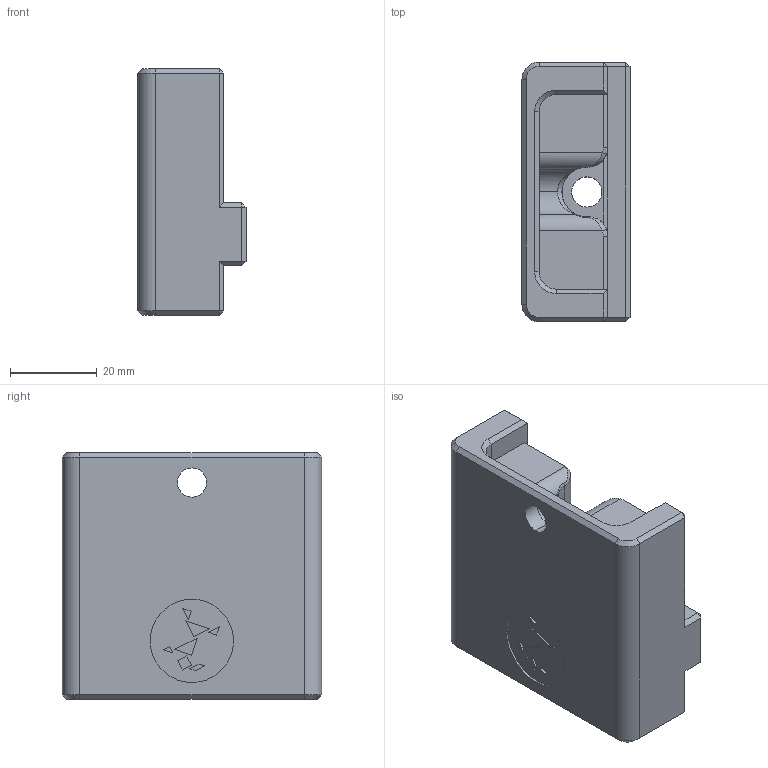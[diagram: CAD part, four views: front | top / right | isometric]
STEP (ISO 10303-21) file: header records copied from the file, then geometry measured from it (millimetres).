
FILE_DESCRIPTION (( 'STEP AP214' ), '1' );
FILE_NAME ('Panda_Universal_Camera_Mount.STEP', '2019-07-17T15:48:06', ( '' ), ( '' ), 'SwSTEP 2.0', 'SolidWorks 2014', '' );
FILE_SCHEMA (( 'AUTOMOTIVE_DESIGN' ));
Length unit declared in the file: millimetre
Products named in the file (1): Panda_Universal_Camera_Mount
Bounding box: 25 x 60 x 57 mm (x, y, z)
Volume: 60838.3 mm3; surface area: 12701.2 mm2
Topology: 1 solids, 1 shells, 117 faces, 269 edges, 162 vertices
Faces by surface type: plane 84, cylinder 18, cone 10, bspline 5
Entity records: 4368 total; most frequent: CARTESIAN_POINT 1714, ORIENTED_EDGE 538, DIRECTION 516, EDGE_CURVE 269, LINE 206, VECTOR 206, VERTEX_POINT 162, AXIS2_PLACEMENT_3D 155
